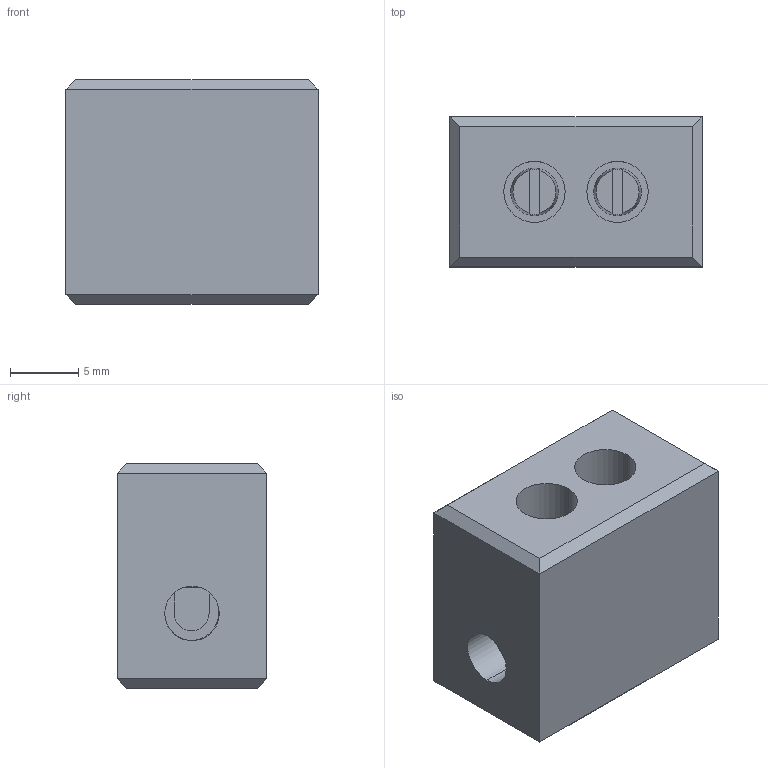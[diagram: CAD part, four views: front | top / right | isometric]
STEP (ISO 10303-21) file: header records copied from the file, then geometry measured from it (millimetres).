
FILE_DESCRIPTION (( 'STEP AP203' ), '1' );
FILE_NAME ('No 0 1 li Steatit Klemens.STEP', '2019-02-07T10:03:57', ( '' ), ( '' ), 'SwSTEP 2.0', 'SolidWorks 2011', '' );
FILE_SCHEMA (( 'CONFIG_CONTROL_DESIGN' ));
Length unit declared in the file: millimetre
Products named in the file (1): No 0 1 li Steatit Klemens
Bounding box: 18.5 x 11 x 16.5 mm (x, y, z)
Volume: 2998.3 mm3; surface area: 1743.1 mm2
Topology: 1 solids, 1 shells, 81 faces, 196 edges, 128 vertices
Faces by surface type: plane 59, cylinder 18, cone 4
Entity records: 2467 total; most frequent: CARTESIAN_POINT 454, DIRECTION 404, ORIENTED_EDGE 392, EDGE_CURVE 196, LINE 136, VECTOR 136, AXIS2_PLACEMENT_3D 134, VERTEX_POINT 128
